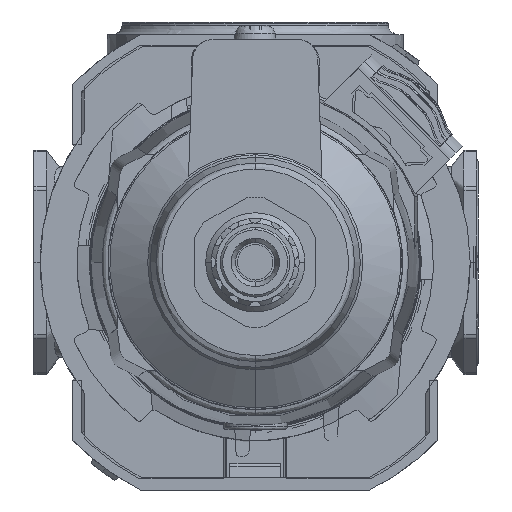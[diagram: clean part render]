
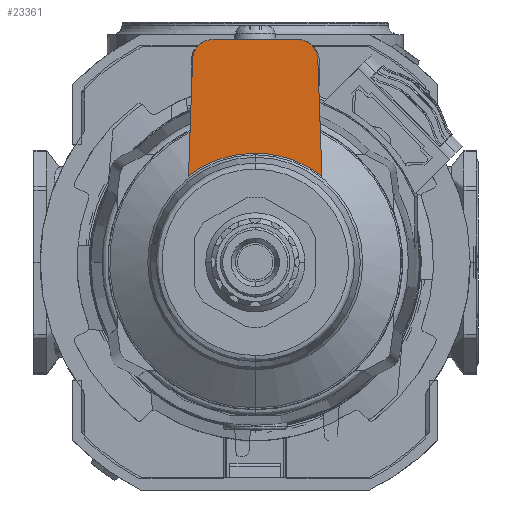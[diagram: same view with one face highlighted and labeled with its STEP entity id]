
A CAD part, front view. The second image highlights one B-rep face of the part: STEP entity #23361.
In plain terms, the highlighted planar face has unit normal (0, -1, 0).
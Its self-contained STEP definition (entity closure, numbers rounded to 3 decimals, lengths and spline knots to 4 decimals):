
#70 = CARTESIAN_POINT ( 'NONE',  ( 0., -4.1583, 0.679 ) ) ;
#601 = DIRECTION ( 'NONE',  ( 1., 0., 0. ) ) ;
#1480 = CARTESIAN_POINT ( 'NONE',  ( 0.3854, -4.1583, 1.2969 ) ) ;
#1819 = CARTESIAN_POINT ( 'NONE',  ( 0.0744, -4.1583, 0.679 ) ) ;
#1947 = CARTESIAN_POINT ( 'NONE',  ( 0.3892, -4.1583, 1.2807 ) ) ;
#2735 = B_SPLINE_CURVE_WITH_KNOTS ( 'NONE', 3,
 ( #32899, #62434, #24638, #39199, #1819, #17329 ),
 .UNSPECIFIED., .F., .F.,
 ( 4, 2, 4 ),
 ( 0., 0.25, 0.5 ),
 .UNSPECIFIED. ) ;
#4515 = ORIENTED_EDGE ( 'NONE', *, *, #55389, .F. ) ;
#6434 = CARTESIAN_POINT ( 'NONE',  ( -0.3721, -4.1583, 1.3268 ) ) ;
#6885 = CARTESIAN_POINT ( 'NONE',  ( -0.2619, -4.1583, 1.3878 ) ) ;
#6926 = CARTESIAN_POINT ( 'NONE',  ( -0.3892, -4.1583, 1.2807 ) ) ;
#7431 = LINE ( 'NONE', #36084, #15230 ) ;
#7860 = CARTESIAN_POINT ( 'NONE',  ( -0.3854, -4.1583, 1.2969 ) ) ;
#10958 = LINE ( 'NONE', #33789, #70635 ) ;
#13032 = CARTESIAN_POINT ( 'NONE',  ( 0.2619, -4.1583, 1.3878 ) ) ;
#13718 = CARTESIAN_POINT ( 'NONE',  ( -0.2946, -4.1583, 1.3846 ) ) ;
#14433 = CARTESIAN_POINT ( 'NONE',  ( -0.4151, -4.1583, 0.5373 ) ) ;
#14927 = B_SPLINE_CURVE_WITH_KNOTS ( 'NONE', 3,
 ( #39515, #70508, #32719, #77319, #46784, #33698 ),
 .UNSPECIFIED., .F., .F.,
 ( 4, 2, 4 ),
 ( 0.5, 0.75, 1. ),
 .UNSPECIFIED. ) ;
#15230 = VECTOR ( 'NONE', #601, 39.3701 ) ;
#15864 = PLANE ( 'NONE',  #77837 ) ;
#16608 = EDGE_CURVE ( 'NONE', #88627, #51945, #14927, .T. ) ;
#17329 = CARTESIAN_POINT ( 'NONE',  ( 0., -4.1583, 0.679 ) ) ;
#17445 = EDGE_LOOP ( 'NONE', ( #4515, #92165, #31805, #92873, #44222, #70310, #30050 ) ) ;
#17960 = CARTESIAN_POINT ( 'NONE',  ( 0.2782, -4.1583, 1.3878 ) ) ;
#21019 = CARTESIAN_POINT ( 'NONE',  ( -0.325, -4.1583, 1.3723 ) ) ;
#21489 = CARTESIAN_POINT ( 'NONE',  ( -0.3625, -4.1583, 1.3405 ) ) ;
#23361 = ADVANCED_FACE ( 'NONE', ( #82332 ), #15864, .F. ) ;
#24638 = CARTESIAN_POINT ( 'NONE',  ( 0.2898, -4.1583, 0.6185 ) ) ;
#25253 = CARTESIAN_POINT ( 'NONE',  ( 0.3625, -4.1583, 1.3405 ) ) ;
#25522 = DIRECTION ( 'NONE',  ( 0.035, 0., -0.999 ) ) ;
#27541 = B_SPLINE_CURVE_WITH_KNOTS ( 'NONE', 3,
 ( #67928, #17960, #32078, #47577, #32542, #25253, #75705, #1480, #1947, #54356 ),
 .UNSPECIFIED., .F., .F.,
 ( 4, 2, 2, 2, 4 ),
 ( 0., 0.25, 0.5, 0.75, 1. ),
 .UNSPECIFIED. ) ;
#28106 = VECTOR ( 'NONE', #47398, 39.3701 ) ;
#29526 = DIRECTION ( 'NONE',  ( 0., 1., 0. ) ) ;
#30050 = ORIENTED_EDGE ( 'NONE', *, *, #16608, .F. ) ;
#31711 = VERTEX_POINT ( 'NONE', #69491 ) ;
#31805 = ORIENTED_EDGE ( 'NONE', *, *, #94118, .F. ) ;
#32078 = CARTESIAN_POINT ( 'NONE',  ( 0.2946, -4.1583, 1.3846 ) ) ;
#32352 = EDGE_CURVE ( 'NONE', #31711, #50565, #10958, .T. ) ;
#32542 = CARTESIAN_POINT ( 'NONE',  ( 0.339, -4.1583, 1.3633 ) ) ;
#32719 = CARTESIAN_POINT ( 'NONE',  ( -0.1489, -4.1583, 0.6666 ) ) ;
#32899 = CARTESIAN_POINT ( 'NONE',  ( 0.4151, -4.1583, 0.5373 ) ) ;
#33698 = CARTESIAN_POINT ( 'NONE',  ( -0.4151, -4.1583, 0.5373 ) ) ;
#33789 = CARTESIAN_POINT ( 'NONE',  ( 0.3897, -4.1583, 1.2643 ) ) ;
#33821 = CARTESIAN_POINT ( 'NONE',  ( -0.4198, -4.1583, 0.4035 ) ) ;
#34295 = LINE ( 'NONE', #33821, #28106 ) ;
#36084 = CARTESIAN_POINT ( 'NONE',  ( -0.2619, -4.1583, 1.3878 ) ) ;
#37486 = CARTESIAN_POINT ( 'NONE',  ( -0.339, -4.1583, 1.3633 ) ) ;
#39199 = CARTESIAN_POINT ( 'NONE',  ( 0.1489, -4.1583, 0.6666 ) ) ;
#39515 = CARTESIAN_POINT ( 'NONE',  ( 0., -4.1583, 0.679 ) ) ;
#43192 = VERTEX_POINT ( 'NONE', #6885 ) ;
#44222 = ORIENTED_EDGE ( 'NONE', *, *, #45964, .F. ) ;
#44307 = CARTESIAN_POINT ( 'NONE',  ( -0.3897, -4.1583, 1.2643 ) ) ;
#45964 = EDGE_CURVE ( 'NONE', #88000, #43192, #76104, .T. ) ;
#46784 = CARTESIAN_POINT ( 'NONE',  ( -0.3562, -4.1583, 0.5828 ) ) ;
#47398 = DIRECTION ( 'NONE',  ( 0.035, 0., 0.999 ) ) ;
#47577 = CARTESIAN_POINT ( 'NONE',  ( 0.325, -4.1583, 1.3723 ) ) ;
#50565 = VERTEX_POINT ( 'NONE', #82538 ) ;
#51945 = VERTEX_POINT ( 'NONE', #14433 ) ;
#53797 = EDGE_CURVE ( 'NONE', #43192, #66049, #7431, .T. ) ;
#54356 = CARTESIAN_POINT ( 'NONE',  ( 0.3897, -4.1583, 1.2643 ) ) ;
#55389 = EDGE_CURVE ( 'NONE', #50565, #88627, #2735, .T. ) ;
#59081 = CARTESIAN_POINT ( 'NONE',  ( -0.2619, -4.1583, 1.2598 ) ) ;
#62434 = CARTESIAN_POINT ( 'NONE',  ( 0.3562, -4.1583, 0.5828 ) ) ;
#66049 = VERTEX_POINT ( 'NONE', #13032 ) ;
#67928 = CARTESIAN_POINT ( 'NONE',  ( 0.2619, -4.1583, 1.3878 ) ) ;
#69491 = CARTESIAN_POINT ( 'NONE',  ( 0.3897, -4.1583, 1.2643 ) ) ;
#70310 = ORIENTED_EDGE ( 'NONE', *, *, #85596, .F. ) ;
#70508 = CARTESIAN_POINT ( 'NONE',  ( -0.0744, -4.1583, 0.679 ) ) ;
#70635 = VECTOR ( 'NONE', #25522, 39.3701 ) ;
#72256 = CARTESIAN_POINT ( 'NONE',  ( -0.3897, -4.1583, 1.2643 ) ) ;
#73363 = CARTESIAN_POINT ( 'NONE',  ( -0.2782, -4.1583, 1.3878 ) ) ;
#75705 = CARTESIAN_POINT ( 'NONE',  ( 0.3721, -4.1583, 1.3268 ) ) ;
#76104 = B_SPLINE_CURVE_WITH_KNOTS ( 'NONE', 3,
 ( #44307, #6926, #7860, #6434, #21489, #37486, #21019, #13718, #73363, #88413 ),
 .UNSPECIFIED., .F., .F.,
 ( 4, 2, 2, 2, 4 ),
 ( 0., 0.25, 0.5, 0.75, 1. ),
 .UNSPECIFIED. ) ;
#77319 = CARTESIAN_POINT ( 'NONE',  ( -0.2898, -4.1583, 0.6185 ) ) ;
#77837 = AXIS2_PLACEMENT_3D ( 'NONE', #59081, #29526, #95952 ) ;
#82332 = FACE_OUTER_BOUND ( 'NONE', #17445, .T. ) ;
#82538 = CARTESIAN_POINT ( 'NONE',  ( 0.4151, -4.1583, 0.5373 ) ) ;
#85596 = EDGE_CURVE ( 'NONE', #51945, #88000, #34295, .T. ) ;
#88000 = VERTEX_POINT ( 'NONE', #72256 ) ;
#88413 = CARTESIAN_POINT ( 'NONE',  ( -0.2619, -4.1583, 1.3878 ) ) ;
#88627 = VERTEX_POINT ( 'NONE', #70 ) ;
#92165 = ORIENTED_EDGE ( 'NONE', *, *, #32352, .F. ) ;
#92873 = ORIENTED_EDGE ( 'NONE', *, *, #53797, .F. ) ;
#94118 = EDGE_CURVE ( 'NONE', #66049, #31711, #27541, .T. ) ;
#95952 = DIRECTION ( 'NONE',  ( 0., 0., 1. ) ) ;
